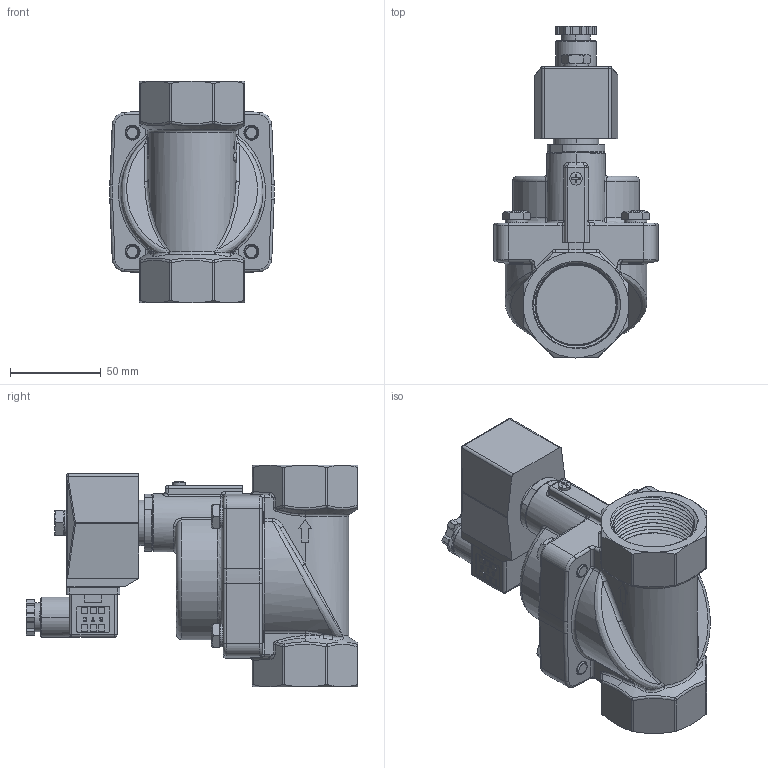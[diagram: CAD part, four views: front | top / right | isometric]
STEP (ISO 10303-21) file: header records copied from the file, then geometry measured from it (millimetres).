
FILE_DESCRIPTION (( 'STEP AP214' ), '1' );
FILE_NAME ('2MS400-1-1-2.STEP', '2018-09-01T00:00:30', ( '' ), ( '' ), 'SwSTEP 2.0', 'SolidWorks 2016', '' );
FILE_SCHEMA (( 'AUTOMOTIVE_DESIGN' ));
Length unit declared in the file: millimetre
Products named in the file (1): 2MS400-1-1-2
Bounding box: 90.48 x 182.41 x 122 mm (x, y, z)
Volume: 645439 mm3; surface area: 111406.3 mm2
Topology: 22 solids, 22 shells, 2236 faces, 6101 edges, 3977 vertices
Faces by surface type: plane 1079, cylinder 683, bspline 209, cone 144, torus 84, sphere 37
Entity records: 162038 total; most frequent: CARTESIAN_POINT 84494, ORIENTED_EDGE 12174, DIRECTION 9086, EDGE_CURVE 6087, VERTEX_POINT 3977, LINE 3478, VECTOR 3478, AXIS2_PLACEMENT_3D 2804
